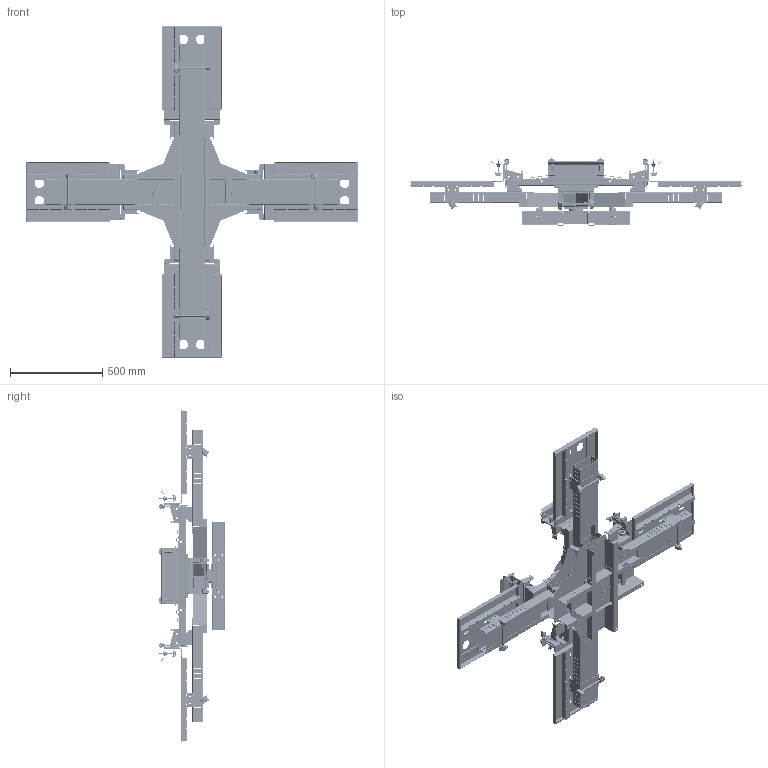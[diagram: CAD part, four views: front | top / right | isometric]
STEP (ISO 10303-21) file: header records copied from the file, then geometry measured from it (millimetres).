
FILE_DESCRIPTION(('FreeCAD Model'),'2;1');
FILE_NAME('Open CASCADE Shape Model','2025-05-07T21:04:01',('FreeCAD'),( 'FreeCAD'),'Open CASCADE STEP processor 7.6','FreeCAD','Unknown');
FILE_SCHEMA(('AUTOMOTIVE_DESIGN { 1 0 10303 214 1 1 1 1 }'));
Products named in the file (1): Open CASCADE STEP translator 7.6 1
Bounding box: 1803.13 x 362.82 x 1803.13 mm (x, y, z)
Volume: 12499011.6 mm3; surface area: 9541883.1 mm2
Topology: 329 solids, 329 shells, 9660 faces, 24607 edges, 15423 vertices
Faces by surface type: bspline 9660
Entity records: 296360 total; most frequent: CARTESIAN_POINT 152499, ORIENTED_EDGE 49018, EDGE_CURVE 24509, B_SPLINE_CURVE_WITH_KNOTS 16552, VERTEX_POINT 15423, FACE_BOUND 11454, EDGE_LOOP 11454, ADVANCED_FACE 9660
